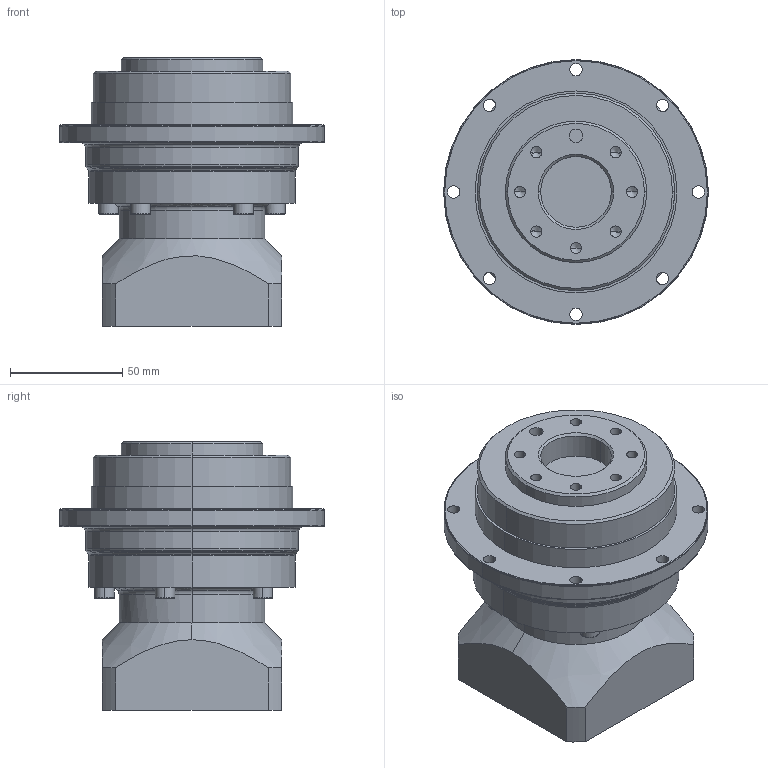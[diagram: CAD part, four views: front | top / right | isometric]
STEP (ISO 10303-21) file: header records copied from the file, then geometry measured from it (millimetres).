
FILE_DESCRIPTION((''),'2;1');
FILE_NAME('00','2022-06-14T16:08:57',('Administrator'),(''),'CREO PARAMETRIC BY PTC INC, 2019010','CREO PARAMETRIC BY PTC INC, 2019010','');
FILE_SCHEMA(('CONFIG_CONTROL_DESIGN'));
Length unit declared in the file: millimetre
Products named in the file (1): 00
Bounding box: 118 x 118 x 119.8 mm (x, y, z)
Volume: 632999.1 mm3; surface area: 75739.8 mm2
Topology: 1 solids, 1 shells, 222 faces, 548 edges, 332 vertices
Faces by surface type: cylinder 78, plane 64, torus 44, cone 36
Entity records: 6697 total; most frequent: CARTESIAN_POINT 1286, DIRECTION 1230, ORIENTED_EDGE 1052, EDGE_CURVE 526, AXIS2_PLACEMENT_3D 503, VERTEX_POINT 332, CIRCLE 281, EDGE_LOOP 264
